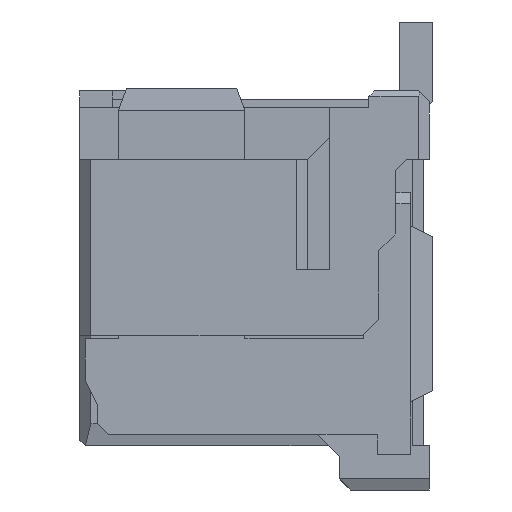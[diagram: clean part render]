
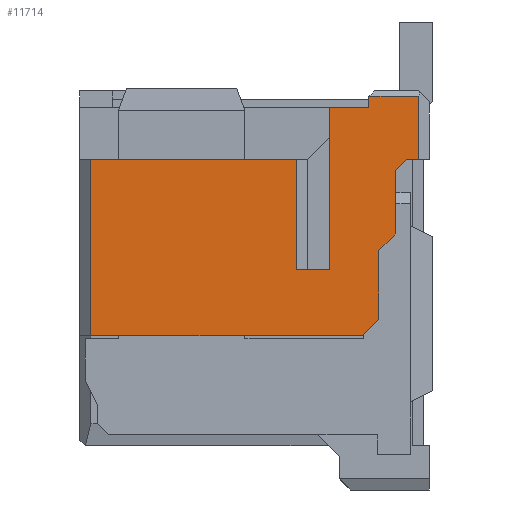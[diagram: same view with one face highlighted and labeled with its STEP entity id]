
A CAD part, left-side view. The second image highlights one B-rep face of the part: STEP entity #11714.
In plain terms, the highlighted planar face has unit normal (-1, 0, 0).
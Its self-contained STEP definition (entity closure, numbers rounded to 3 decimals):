
#2197=DIRECTION('',(0.,0.,-1.));
#2198=VECTOR('',#2197,3.2);
#2199=CARTESIAN_POINT('',(-8.15,2.4,2.82));
#2200=LINE('',#2199,#2198);
#2201=DIRECTION('',(0.,-1.,0.));
#2202=VECTOR('',#2201,3.73);
#2203=CARTESIAN_POINT('',(-8.15,2.4,2.82));
#2204=LINE('',#2203,#2202);
#2205=DIRECTION('',(0.,0.,1.));
#2206=VECTOR('',#2205,2.);
#2207=CARTESIAN_POINT('',(-8.15,-1.33,0.82));
#2208=LINE('',#2207,#2206);
#2209=DIRECTION('',(0.,1.,0.));
#2210=VECTOR('',#2209,0.6);
#2211=CARTESIAN_POINT('',(-8.15,-1.93,0.82));
#2212=LINE('',#2211,#2210);
#2213=DIRECTION('',(0.,1.,0.));
#2214=VECTOR('',#2213,0.72);
#2215=CARTESIAN_POINT('',(-8.15,-2.65,3.77));
#2216=LINE('',#2215,#2214);
#2217=DIRECTION('',(0.,0.,-1.));
#2218=VECTOR('',#2217,0.2);
#2219=CARTESIAN_POINT('',(-8.15,-2.65,3.97));
#2220=LINE('',#2219,#2218);
#2221=DIRECTION('',(0.,1.,0.));
#2222=VECTOR('',#2221,0.9);
#2223=CARTESIAN_POINT('',(-8.15,-3.55,3.97));
#2224=LINE('',#2223,#2222);
#2225=DIRECTION('',(0.,0.,1.));
#2226=VECTOR('',#2225,1.15);
#2227=CARTESIAN_POINT('',(-8.15,-3.55,2.82));
#2228=LINE('',#2227,#2226);
#2229=DIRECTION('',(0.,1.,0.));
#2230=VECTOR('',#2229,0.22);
#2231=CARTESIAN_POINT('',(-8.15,-3.55,2.82));
#2232=LINE('',#2231,#2230);
#2233=DIRECTION('',(0.,0.707,-0.707));
#2234=VECTOR('',#2233,0.283);
#2235=CARTESIAN_POINT('',(-8.15,-3.33,2.82));
#2236=LINE('',#2235,#2234);
#2237=DIRECTION('',(0.,0.,-1.));
#2238=VECTOR('',#2237,1.15);
#2239=CARTESIAN_POINT('',(-8.15,-3.13,2.62));
#2240=LINE('',#2239,#2238);
#2241=DIRECTION('',(0.,0.707,-0.707));
#2242=VECTOR('',#2241,0.424);
#2243=CARTESIAN_POINT('',(-8.15,-3.13,1.47));
#2244=LINE('',#2243,#2242);
#2245=DIRECTION('',(0.,0.,-1.));
#2246=VECTOR('',#2245,1.25);
#2247=CARTESIAN_POINT('',(-8.15,-2.83,1.17));
#2248=LINE('',#2247,#2246);
#2249=DIRECTION('',(0.,0.707,-0.707));
#2250=VECTOR('',#2249,0.424);
#2251=CARTESIAN_POINT('',(-8.15,-2.83,-0.08));
#2252=LINE('',#2251,#2250);
#2253=DIRECTION('',(0.,-1.,0.));
#2254=VECTOR('',#2253,4.93);
#2255=CARTESIAN_POINT('',(-8.15,2.4,-0.38));
#2256=LINE('',#2255,#2254);
#2277=DIRECTION('',(0.,0.,-1.));
#2278=VECTOR('',#2277,2.95);
#2279=CARTESIAN_POINT('',(-8.15,-1.93,3.77));
#2280=LINE('',#2279,#2278);
#6899=CARTESIAN_POINT('',(-8.15,-3.33,2.82));
#6900=CARTESIAN_POINT('',(-8.15,-3.13,2.62));
#6901=VERTEX_POINT('',#6899);
#6902=VERTEX_POINT('',#6900);
#6903=CARTESIAN_POINT('',(-8.15,-3.13,1.47));
#6904=VERTEX_POINT('',#6903);
#6905=CARTESIAN_POINT('',(-8.15,-2.83,1.17));
#6906=VERTEX_POINT('',#6905);
#6907=CARTESIAN_POINT('',(-8.15,-2.83,-0.08));
#6908=VERTEX_POINT('',#6907);
#6909=CARTESIAN_POINT('',(-8.15,-2.53,-0.38));
#6910=VERTEX_POINT('',#6909);
#6911=CARTESIAN_POINT('',(-8.15,-1.93,3.77));
#6913=VERTEX_POINT('',#6911);
#6919=CARTESIAN_POINT('',(-8.15,-2.65,3.77));
#6920=VERTEX_POINT('',#6919);
#7442=CARTESIAN_POINT('',(-8.15,-1.93,0.82));
#7443=CARTESIAN_POINT('',(-8.15,-1.33,0.82));
#7444=VERTEX_POINT('',#7442);
#7445=VERTEX_POINT('',#7443);
#7446=CARTESIAN_POINT('',(-8.15,-1.33,2.82));
#7447=VERTEX_POINT('',#7446);
#7518=CARTESIAN_POINT('',(-8.15,2.4,-0.38));
#7520=VERTEX_POINT('',#7518);
#7524=CARTESIAN_POINT('',(-8.15,2.4,2.82));
#7525=VERTEX_POINT('',#7524);
#7576=CARTESIAN_POINT('',(-8.15,-3.55,3.97));
#7577=CARTESIAN_POINT('',(-8.15,-2.65,3.97));
#7578=VERTEX_POINT('',#7576);
#7579=VERTEX_POINT('',#7577);
#7589=CARTESIAN_POINT('',(-8.15,-3.55,2.82));
#7591=VERTEX_POINT('',#7589);
#11686=CARTESIAN_POINT('',(-8.15,0.,0.445));
#11687=DIRECTION('',(-1.,0.,0.));
#11688=DIRECTION('',(0.,0.,1.));
#11689=AXIS2_PLACEMENT_3D('',#11686,#11687,#11688);
#11690=PLANE('',#11689);
#11691=ORIENTED_EDGE('',*,*,#11396,.F.);
#11692=ORIENTED_EDGE('',*,*,#11417,.T.);
#11694=ORIENTED_EDGE('',*,*,#11693,.F.);
#11696=ORIENTED_EDGE('',*,*,#11695,.F.);
#11698=ORIENTED_EDGE('',*,*,#11697,.F.);
#11699=ORIENTED_EDGE('',*,*,#9805,.F.);
#11701=ORIENTED_EDGE('',*,*,#11700,.F.);
#11703=ORIENTED_EDGE('',*,*,#11702,.F.);
#11704=ORIENTED_EDGE('',*,*,#11246,.F.);
#11705=ORIENTED_EDGE('',*,*,#11270,.T.);
#11706=ORIENTED_EDGE('',*,*,#11625,.T.);
#11707=ORIENTED_EDGE('',*,*,#11639,.T.);
#11708=ORIENTED_EDGE('',*,*,#11653,.T.);
#11709=ORIENTED_EDGE('',*,*,#11667,.T.);
#11710=ORIENTED_EDGE('',*,*,#11680,.T.);
#11711=ORIENTED_EDGE('',*,*,#11342,.F.);
#11712=EDGE_LOOP('',(#11691,#11692,#11694,#11696,#11698,#11699,#11701,#11703,
#11704,#11705,#11706,#11707,#11708,#11709,#11710,#11711));
#11713=FACE_OUTER_BOUND('',#11712,.F.);
#11714=ADVANCED_FACE('',(#11713),#11690,.T.);
#9805=EDGE_CURVE('',#6920,#6913,#2216,.T.);
#11246=EDGE_CURVE('',#7591,#7578,#2228,.T.);
#11270=EDGE_CURVE('',#7591,#6901,#2232,.T.);
#11342=EDGE_CURVE('',#7520,#6910,#2256,.T.);
#11396=EDGE_CURVE('',#7525,#7520,#2200,.T.);
#11417=EDGE_CURVE('',#7525,#7447,#2204,.T.);
#11625=EDGE_CURVE('',#6901,#6902,#2236,.T.);
#11639=EDGE_CURVE('',#6902,#6904,#2240,.T.);
#11653=EDGE_CURVE('',#6904,#6906,#2244,.T.);
#11667=EDGE_CURVE('',#6906,#6908,#2248,.T.);
#11680=EDGE_CURVE('',#6908,#6910,#2252,.T.);
#11693=EDGE_CURVE('',#7445,#7447,#2208,.T.);
#11695=EDGE_CURVE('',#7444,#7445,#2212,.T.);
#11697=EDGE_CURVE('',#6913,#7444,#2280,.T.);
#11700=EDGE_CURVE('',#7579,#6920,#2220,.T.);
#11702=EDGE_CURVE('',#7578,#7579,#2224,.T.);
